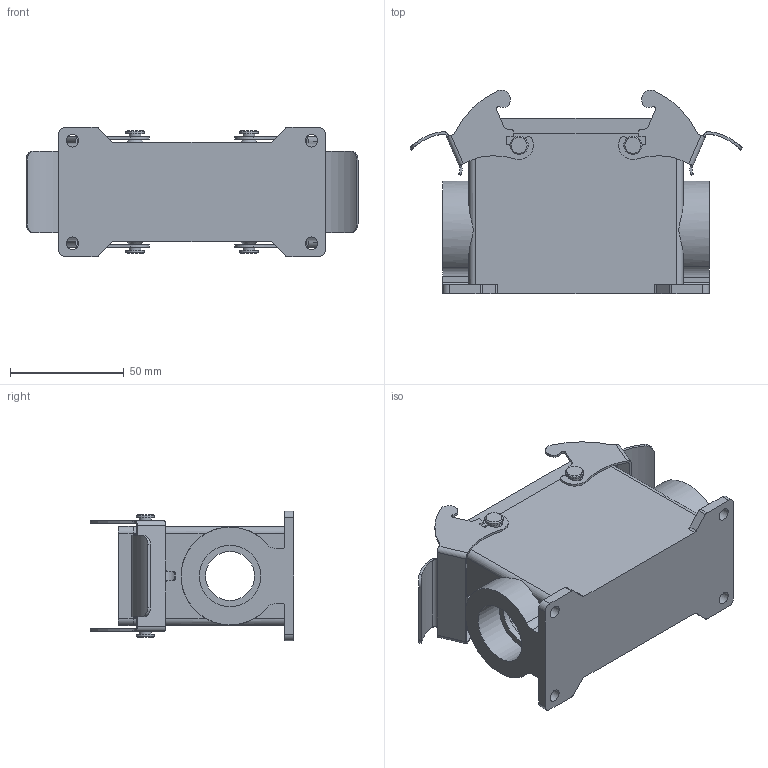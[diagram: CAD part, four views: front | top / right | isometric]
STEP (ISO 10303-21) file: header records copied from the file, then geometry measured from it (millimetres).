
FILE_DESCRIPTION (( 'STEP AP214' ), '1' );
FILE_NAME ('ZP-MC16B-2-DSM21ML.STEP', '2012-05-22T18:40:29', ( '.adc' ), ( '' ), 'SwSTEP 2.0', 'SolidWorks 2011', '' );
FILE_SCHEMA (( 'AUTOMOTIVE_DESIGN' ));
Length unit declared in the file: millimetre
Products named in the file (1): ZP-MC16B-2-DSM21ML
Bounding box: 145.82 x 89.41 x 57 mm (x, y, z)
Volume: 132363.3 mm3; surface area: 67704.8 mm2
Topology: 4 solids, 4 shells, 317 faces, 862 edges, 566 vertices
Faces by surface type: cylinder 178, plane 131, cone 8
Full cylindrical faces by diameter (mm): 3.3 x4, 5.169 x4, 5.5 x4, 8 x4, 21.5 x2, 27 x2
Entity records: 11604 total; most frequent: CARTESIAN_POINT 2166, DIRECTION 1768, ORIENTED_EDGE 1660, EDGE_CURVE 830, AXIS2_PLACEMENT_3D 656, VERTEX_POINT 562, VECTOR 456, LINE 456
